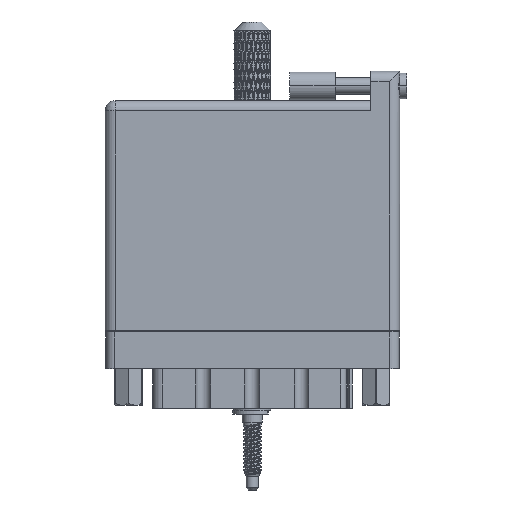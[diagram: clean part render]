
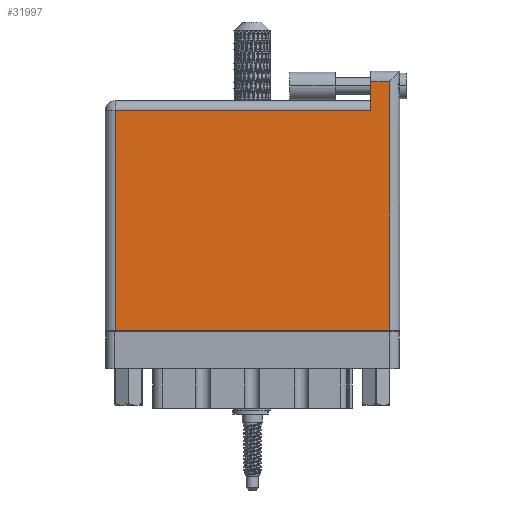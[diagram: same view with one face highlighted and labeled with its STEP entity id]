
A CAD part, front view. The second image highlights one B-rep face of the part: STEP entity #31997.
In plain terms, the highlighted face is planar.
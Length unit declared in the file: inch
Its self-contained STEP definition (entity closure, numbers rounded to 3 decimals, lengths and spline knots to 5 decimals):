
#3765 = VECTOR ( 'NONE', #54208, 39.37008 ) ;
#7485 = LINE ( 'NONE', #75041, #99536 ) ;
#7817 = VERTEX_POINT ( 'NONE', #93172 ) ;
#8276 = DIRECTION ( 'NONE',  ( 0., 1., 0. ) ) ;
#10629 = CARTESIAN_POINT ( 'NONE',  ( 0., 1.696, 0. ) ) ;
#10710 = VERTEX_POINT ( 'NONE', #104302 ) ;
#12361 = DIRECTION ( 'NONE',  ( -1., 0., 0. ) ) ;
#14903 = EDGE_CURVE ( 'NONE', #66927, #111653, #58119, .T. ) ;
#15107 = VECTOR ( 'NONE', #17388, 39.37008 ) ;
#16707 = LINE ( 'NONE', #97501, #75247 ) ;
#17388 = DIRECTION ( 'NONE',  ( 0., -1., 0. ) ) ;
#19972 = DIRECTION ( 'NONE',  ( 0., 0., -1. ) ) ;
#20408 = CARTESIAN_POINT ( 'NONE',  ( 0.07, 0., 0. ) ) ;
#21123 = CARTESIAN_POINT ( 'NONE',  ( 0., 1.566, 0. ) ) ;
#22836 = ORIENTED_EDGE ( 'NONE', *, *, #109806, .T. ) ;
#23912 = ORIENTED_EDGE ( 'NONE', *, *, #42765, .T. ) ;
#26963 = CARTESIAN_POINT ( 'NONE',  ( 1.811, 1.696, 0. ) ) ;
#27362 = ORIENTED_EDGE ( 'NONE', *, *, #63320, .T. ) ;
#29490 = EDGE_LOOP ( 'NONE', ( #92855, #22836, #23912, #27362, #47418, #101956 ) ) ;
#31997 = ADVANCED_FACE ( 'NONE', ( #73183 ), #100626, .F. ) ;
#40736 = VECTOR ( 'NONE', #88420, 39.37008 ) ;
#42765 = EDGE_CURVE ( 'NONE', #10710, #78323, #90256, .T. ) ;
#44038 = CARTESIAN_POINT ( 'NONE',  ( 0.07, 0., 0. ) ) ;
#44460 = CARTESIAN_POINT ( 'NONE',  ( 0., 0., 0. ) ) ;
#47418 = ORIENTED_EDGE ( 'NONE', *, *, #67613, .T. ) ;
#48593 = LINE ( 'NONE', #107348, #15107 ) ;
#51357 = VECTOR ( 'NONE', #73329, 39.37008 ) ;
#54208 = DIRECTION ( 'NONE',  ( 1., 0., 0. ) ) ;
#55891 = EDGE_CURVE ( 'NONE', #106153, #66927, #60190, .T. ) ;
#58119 = LINE ( 'NONE', #44460, #3765 ) ;
#60190 = LINE ( 'NONE', #44038, #40736 ) ;
#63320 = EDGE_CURVE ( 'NONE', #78323, #7817, #48593, .T. ) ;
#66927 = VERTEX_POINT ( 'NONE', #20408 ) ;
#67613 = EDGE_CURVE ( 'NONE', #7817, #106153, #7485, .T. ) ;
#73183 = FACE_OUTER_BOUND ( 'NONE', #29490, .T. ) ;
#73329 = DIRECTION ( 'NONE',  ( -1., 0., 0. ) ) ;
#75041 = CARTESIAN_POINT ( 'NONE',  ( 0., 1.496, 0. ) ) ;
#75247 = VECTOR ( 'NONE', #8276, 39.37008 ) ;
#78323 = VERTEX_POINT ( 'NONE', #26963 ) ;
#86779 = CARTESIAN_POINT ( 'NONE',  ( 1.938, 0., 0. ) ) ;
#87695 = AXIS2_PLACEMENT_3D ( 'NONE', #21123, #19972, #102159 ) ;
#88420 = DIRECTION ( 'NONE',  ( 0., -1., 0. ) ) ;
#90256 = LINE ( 'NONE', #10629, #51357 ) ;
#92855 = ORIENTED_EDGE ( 'NONE', *, *, #14903, .T. ) ;
#93172 = CARTESIAN_POINT ( 'NONE',  ( 1.811, 1.496, 0. ) ) ;
#97501 = CARTESIAN_POINT ( 'NONE',  ( 1.938, 1.766, 0. ) ) ;
#99536 = VECTOR ( 'NONE', #12361, 39.37008 ) ;
#100626 = PLANE ( 'NONE',  #87695 ) ;
#101956 = ORIENTED_EDGE ( 'NONE', *, *, #55891, .T. ) ;
#102159 = DIRECTION ( 'NONE',  ( -1., 0., 0. ) ) ;
#104302 = CARTESIAN_POINT ( 'NONE',  ( 1.938, 1.696, 0. ) ) ;
#105185 = CARTESIAN_POINT ( 'NONE',  ( 0.07, 1.496, 0. ) ) ;
#106153 = VERTEX_POINT ( 'NONE', #105185 ) ;
#107348 = CARTESIAN_POINT ( 'NONE',  ( 1.811, 1.766, 0. ) ) ;
#109806 = EDGE_CURVE ( 'NONE', #111653, #10710, #16707, .T. ) ;
#111653 = VERTEX_POINT ( 'NONE', #86779 ) ;
